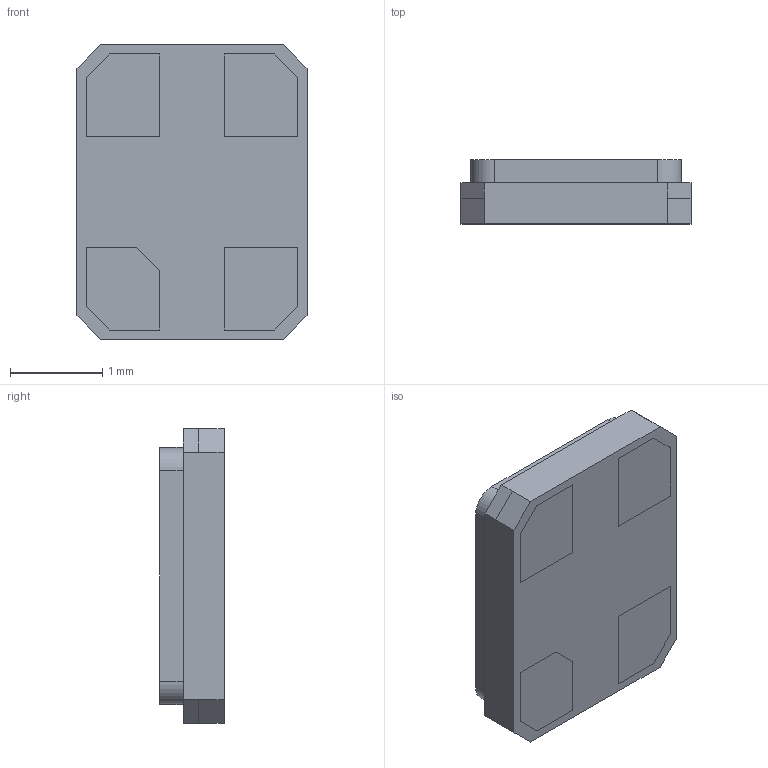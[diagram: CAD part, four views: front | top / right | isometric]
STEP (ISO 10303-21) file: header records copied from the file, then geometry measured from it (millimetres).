
FILE_DESCRIPTION (( 'STEP AP214' ), '1' );
FILE_NAME ('ABM8116000MHZ10B1UT3.STEP', '2023-01-26T21:14:45', ( '' ), ( '' ), 'SwSTEP 2.0', 'SolidWorks 2021', '' );
FILE_SCHEMA (( 'AUTOMOTIVE_DESIGN' ));
Length unit declared in the file: millimetre
Products named in the file (1): ABM8116000MHZ10B1UT3
Bounding box: 2.5 x 0.7 x 3.2 mm (x, y, z)
Volume: 5.1 mm3; surface area: 43.7 mm2
Topology: 6 solids, 6 shells, 78 faces, 186 edges, 124 vertices
Faces by surface type: plane 74, cylinder 4
Entity records: 2297 total; most frequent: CARTESIAN_POINT 389, ORIENTED_EDGE 372, DIRECTION 352, EDGE_CURVE 186, LINE 178, VECTOR 178, VERTEX_POINT 124, AXIS2_PLACEMENT_3D 87
